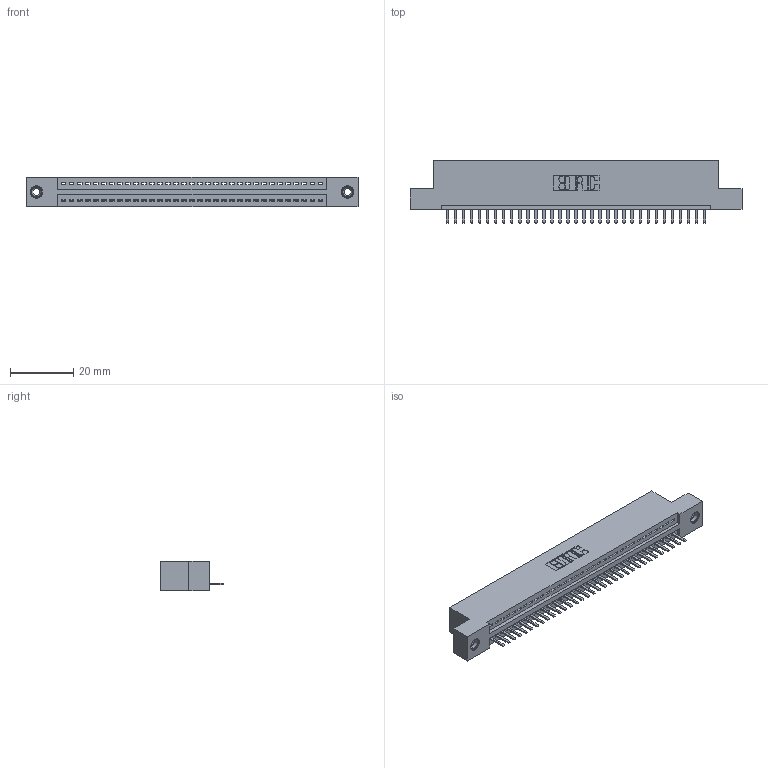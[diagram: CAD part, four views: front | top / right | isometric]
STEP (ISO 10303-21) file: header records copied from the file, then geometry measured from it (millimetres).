
FILE_DESCRIPTION (( 'STEP AP203' ), '1' );
FILE_NAME ('345-033-520-108.STEP', '2019-10-07T15:23:40', ( '' ), ( '' ), 'SwSTEP 2.0', 'SolidWorks 2016', '' );
FILE_SCHEMA (( 'CONFIG_CONTROL_DESIGN' ));
Length unit declared in the file: inch
Products named in the file (4): 345-250-001_345-250-003-102; 345-292-001_345-293-120; 345 Part_Flush Mounting Lugs - 0.156 Dia-TI; 345-033-520-108
Assembly tree (36 placements, depth 2):
  345-033-520-108
    345 Part_Flush Mounting Lugs - 0.156 Dia-TI
    345-292-001_345-293-120  x33
    345-250-001_345-250-003-102  x2
Bounding box: 105.03 x 19.68 x 9.4 mm (x, y, z)
Volume: 9800.6 mm3; surface area: 12610.4 mm2
Topology: 36 solids, 36 shells, 2232 faces, 6549 edges, 4270 vertices
Faces by surface type: plane 1498, cylinder 718, cone 12, torus 4
Entity records: 27348 total; most frequent: CARTESIAN_POINT 4730, ORIENTED_EDGE 4678, DIRECTION 4159, EDGE_CURVE 2339, VECTOR 2051, LINE 2051, VERTEX_POINT 1552, AXIS2_PLACEMENT_3D 1054
